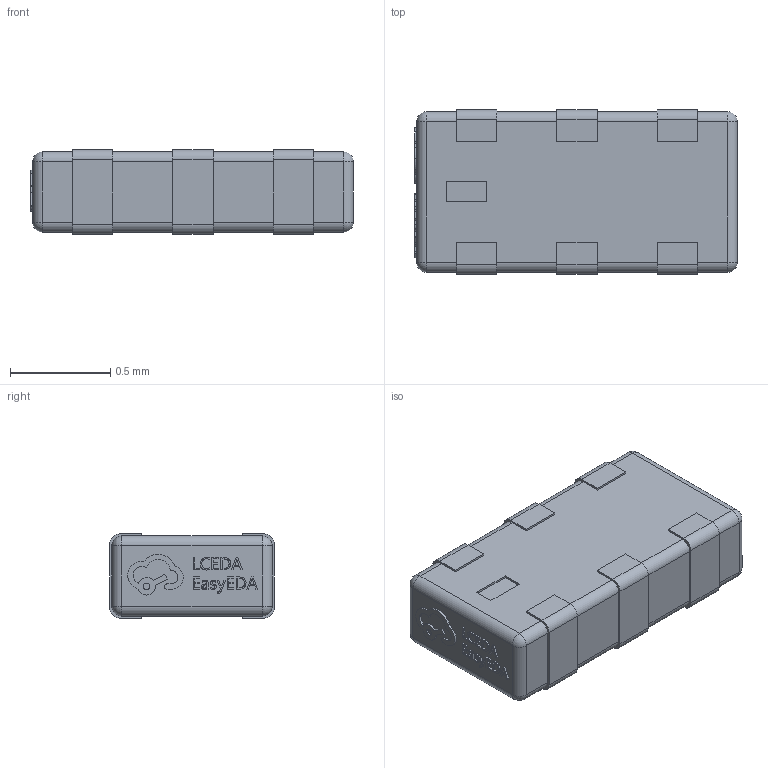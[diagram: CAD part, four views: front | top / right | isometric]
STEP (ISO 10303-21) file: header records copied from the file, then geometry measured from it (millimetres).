
FILE_DESCRIPTION(('FreeCAD Model'),'2;1');
FILE_NAME('Open CASCADE Shape Model','2022-12-14T15:33:31',(''),(''), 'Open CASCADE STEP processor 7.6','FreeCAD','Unknown');
FILE_SCHEMA(('AUTOMOTIVE_DESIGN { 1 0 10303 214 1 1 1 1 }'));
Length unit declared in the file: millimetre
Products named in the file (3): U1; FILTER-SMD_6P-L1.6-W0.8-BL; SOLID
Assembly tree (2 placements, depth 3):
  U1
    FILTER-SMD_6P-L1.6-W0.8-BL
      SOLID
Bounding box: 1.61 x 0.82 x 0.42 mm (x, y, z)
Volume: 0.5 mm3; surface area: 4.5 mm2
Topology: 1 solids, 1 shells, 386 faces, 1055 edges, 690 vertices
Faces by surface type: plane 230, bspline 112, cylinder 36, sphere 8
Entity records: 29886 total; most frequent: CARTESIAN_POINT 7946, DIRECTION 3058, LINE 2324, VECTOR 2324, ORIENTED_EDGE 2094, PCURVE 2094, DEFINITIONAL_REPRESENTATION 2094, EDGE_CURVE 1047
